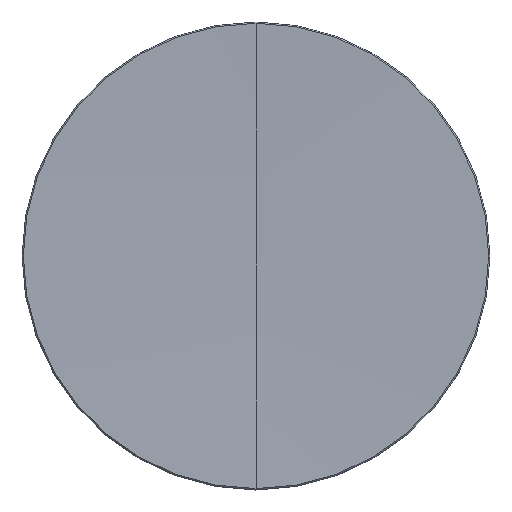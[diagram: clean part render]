
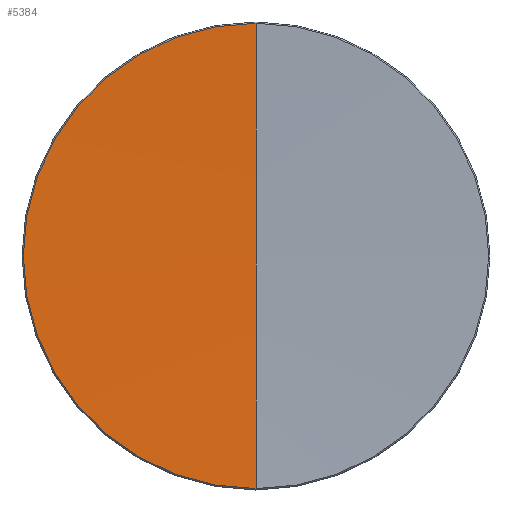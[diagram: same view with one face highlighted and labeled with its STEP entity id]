
A CAD part, top view. The second image highlights one B-rep face of the part: STEP entity #5384.
In plain terms, the highlighted spherical face has radius 1000 mm.
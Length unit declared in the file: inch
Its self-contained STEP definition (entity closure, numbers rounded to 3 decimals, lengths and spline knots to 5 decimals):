
#5363 = VERTEX_POINT ( 'NONE', #14989 ) ;
#5370 = EDGE_CURVE ( 'NONE', #5427, #5372, #14988, .T. ) ;
#5372 = VERTEX_POINT ( 'NONE', #15084 ) ;
#5383 = ORIENTED_EDGE ( 'NONE', *, *, #5370, .T. ) ;
#5384 = ADVANCED_FACE ( 'NONE', ( #14839 ), #15113, .F. ) ;
#5385 = ORIENTED_EDGE ( 'NONE', *, *, #5415, .T. ) ;
#5386 = ORIENTED_EDGE ( 'NONE', *, *, #5389, .F. ) ;
#5388 = ORIENTED_EDGE ( 'NONE', *, *, #5404, .T. ) ;
#5389 = EDGE_CURVE ( 'NONE', #5363, #5392, #15111, .T. ) ;
#5392 = VERTEX_POINT ( 'NONE', #15105 ) ;
#5404 = EDGE_CURVE ( 'NONE', #5372, #5392, #15153, .T. ) ;
#5407 = EDGE_LOOP ( 'NONE', ( #5385, #5383, #5388, #5386 ) ) ;
#5415 = EDGE_CURVE ( 'NONE', #5363, #5427, #15168, .T. ) ;
#5427 = VERTEX_POINT ( 'NONE', #15340 ) ;
#14839 = FACE_OUTER_BOUND ( 'NONE', #5407, .T. ) ;
#14988 = CIRCLE ( 'NONE', #15089, 1.46851 ) ;
#14989 = CARTESIAN_POINT ( 'NONE',  ( 0., 1.46851, 0.26362 ) ) ;
#15081 = DIRECTION ( 'NONE',  ( 1., 0., 0. ) ) ;
#15082 = DIRECTION ( 'NONE',  ( 0., 0., 1. ) ) ;
#15084 = CARTESIAN_POINT ( 'NONE',  ( 0., -1.46851, 0.26362 ) ) ;
#15089 = AXIS2_PLACEMENT_3D ( 'NONE', #15094, #15082, #15081 ) ;
#15094 = CARTESIAN_POINT ( 'NONE',  ( 0., 0., 0.26362 ) ) ;
#15101 = DIRECTION ( 'NONE',  ( 0., 0., 1. ) ) ;
#15102 = DIRECTION ( 'NONE',  ( -1., 0., 0. ) ) ;
#15103 = CARTESIAN_POINT ( 'NONE',  ( 0., 0., 39.6063 ) ) ;
#15105 = CARTESIAN_POINT ( 'NONE',  ( 0., 0., 0.23622 ) ) ;
#15106 = DIRECTION ( 'NONE',  ( 0., 1., 0. ) ) ;
#15107 = DIRECTION ( 'NONE',  ( 1., 0., 0. ) ) ;
#15108 = CARTESIAN_POINT ( 'NONE',  ( 0., 0., 39.6063 ) ) ;
#15110 = AXIS2_PLACEMENT_3D ( 'NONE', #15103, #15102, #15101 ) ;
#15111 = CIRCLE ( 'NONE', #15110, 39.37008 ) ;
#15113 = SPHERICAL_SURFACE ( 'NONE', #15114, 39.37008 ) ;
#15114 = AXIS2_PLACEMENT_3D ( 'NONE', #15108, #15107, #15106 ) ;
#15153 = CIRCLE ( 'NONE', #15195, 39.37008 ) ;
#15167 = CARTESIAN_POINT ( 'NONE',  ( 0., 0., 39.6063 ) ) ;
#15168 = CIRCLE ( 'NONE', #15217, 1.46851 ) ;
#15195 = AXIS2_PLACEMENT_3D ( 'NONE', #15167, #15222, #15221 ) ;
#15201 = CARTESIAN_POINT ( 'NONE',  ( 0., 0., 0.26362 ) ) ;
#15217 = AXIS2_PLACEMENT_3D ( 'NONE', #15201, #15241, #15240 ) ;
#15221 = DIRECTION ( 'NONE',  ( 0., 1., 0. ) ) ;
#15222 = DIRECTION ( 'NONE',  ( 1., 0., 0. ) ) ;
#15240 = DIRECTION ( 'NONE',  ( 1., 0., 0. ) ) ;
#15241 = DIRECTION ( 'NONE',  ( 0., 0., 1. ) ) ;
#15340 = CARTESIAN_POINT ( 'NONE',  ( -1.46851, 0., 0.26362 ) ) ;
